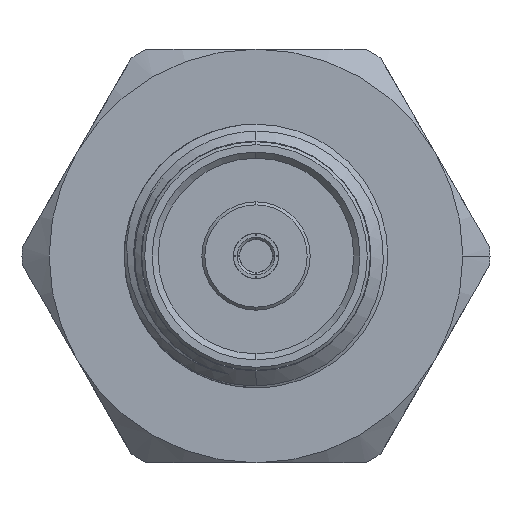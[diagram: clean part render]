
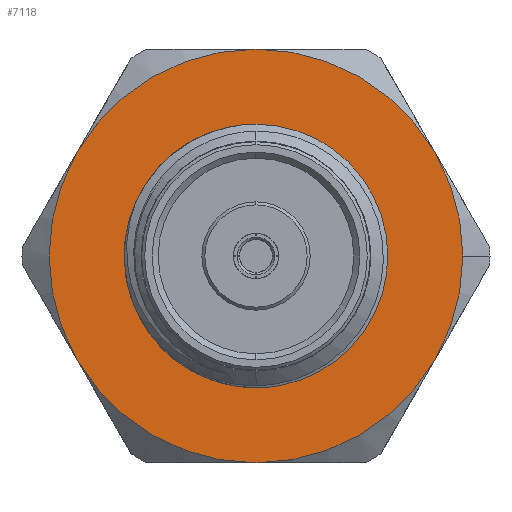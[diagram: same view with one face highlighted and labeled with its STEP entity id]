
A CAD part, left-side view. The second image highlights one B-rep face of the part: STEP entity #7118.
In plain terms, the highlighted planar face has unit normal (-1, 0, 0).
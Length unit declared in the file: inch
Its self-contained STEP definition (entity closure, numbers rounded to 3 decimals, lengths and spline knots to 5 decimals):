
#25 = DIRECTION ( 'NONE',  ( 0., 1., 0. ) ) ;
#38 = CARTESIAN_POINT ( 'NONE',  ( 0.43118, 0., 0. ) ) ;
#48 = CARTESIAN_POINT ( 'NONE',  ( 0.43118, 0., 0. ) ) ;
#144 = DIRECTION ( 'NONE',  ( 0., 1., 0. ) ) ;
#444 = DIRECTION ( 'NONE',  ( 1., 0., 0. ) ) ;
#646 = ORIENTED_EDGE ( 'NONE', *, *, #19087, .F. ) ;
#687 = EDGE_CURVE ( 'NONE', #9079, #25315, #14986, .T. ) ;
#732 = AXIS2_PLACEMENT_3D ( 'NONE', #10678, #444, #14769 ) ;
#1118 = FACE_OUTER_BOUND ( 'NONE', #11201, .T. ) ;
#1366 = CIRCLE ( 'NONE', #26283, 0.34375 ) ;
#2033 = DIRECTION ( 'NONE',  ( 0., 1., 0. ) ) ;
#2307 = CARTESIAN_POINT ( 'NONE',  ( 0.43118, 0.312, 0. ) ) ;
#2674 = CIRCLE ( 'NONE', #732, 0.34375 ) ;
#2705 = EDGE_CURVE ( 'NONE', #10580, #21297, #3107, .T. ) ;
#2949 = EDGE_CURVE ( 'NONE', #21297, #10580, #23886, .T. ) ;
#3107 = CIRCLE ( 'NONE', #21521, 0.195 ) ;
#3348 = CIRCLE ( 'NONE', #22134, 0.34375 ) ;
#3787 = ORIENTED_EDGE ( 'NONE', *, *, #18514, .F. ) ;
#3981 = CARTESIAN_POINT ( 'NONE',  ( 0.43118, 0., 0. ) ) ;
#3991 = FACE_BOUND ( 'NONE', #11947, .T. ) ;
#4001 = CARTESIAN_POINT ( 'NONE',  ( 0.43118, 0., 0. ) ) ;
#5694 = CARTESIAN_POINT ( 'NONE',  ( 0.43118, 0.2977, 0.17188 ) ) ;
#5747 = ORIENTED_EDGE ( 'NONE', *, *, #9921, .F. ) ;
#6233 = DIRECTION ( 'NONE',  ( 0., 1., 0. ) ) ;
#6944 = PLANE ( 'NONE',  #15256 ) ;
#6948 = EDGE_CURVE ( 'NONE', #13952, #8637, #12967, .T. ) ;
#7118 = ADVANCED_FACE ( 'NONE', ( #3991, #1118 ), #6944, .F. ) ;
#8086 = CARTESIAN_POINT ( 'NONE',  ( 0.43118, 0.2977, -0.17188 ) ) ;
#8329 = DIRECTION ( 'NONE',  ( 0., 1., 0. ) ) ;
#8637 = VERTEX_POINT ( 'NONE', #21748 ) ;
#8915 = CARTESIAN_POINT ( 'NONE',  ( 0.43118, 0., 0. ) ) ;
#9079 = VERTEX_POINT ( 'NONE', #16449 ) ;
#9921 = EDGE_CURVE ( 'NONE', #14496, #8637, #23191, .T. ) ;
#9973 = ORIENTED_EDGE ( 'NONE', *, *, #2705, .T. ) ;
#10045 = ORIENTED_EDGE ( 'NONE', *, *, #6948, .T. ) ;
#10504 = ORIENTED_EDGE ( 'NONE', *, *, #687, .F. ) ;
#10580 = VERTEX_POINT ( 'NONE', #18347 ) ;
#10671 = CIRCLE ( 'NONE', #12222, 0.34375 ) ;
#10678 = CARTESIAN_POINT ( 'NONE',  ( 0.43118, 0., 0. ) ) ;
#11052 = CARTESIAN_POINT ( 'NONE',  ( 0.43118, -0.195, 0. ) ) ;
#11201 = EDGE_LOOP ( 'NONE', ( #5747, #646, #3787, #10504, #11692, #20661, #10045 ) ) ;
#11692 = ORIENTED_EDGE ( 'NONE', *, *, #19400, .F. ) ;
#11947 = EDGE_LOOP ( 'NONE', ( #9973, #18986 ) ) ;
#12222 = AXIS2_PLACEMENT_3D ( 'NONE', #48, #12679, #144 ) ;
#12679 = DIRECTION ( 'NONE',  ( 1., 0., 0. ) ) ;
#12967 = CIRCLE ( 'NONE', #15405, 0.34375 ) ;
#13952 = VERTEX_POINT ( 'NONE', #17527 ) ;
#14109 = DIRECTION ( 'NONE',  ( 1., 0., 0. ) ) ;
#14135 = AXIS2_PLACEMENT_3D ( 'NONE', #38, #22425, #6233 ) ;
#14277 = DIRECTION ( 'NONE',  ( 1., 0., 0. ) ) ;
#14496 = VERTEX_POINT ( 'NONE', #5694 ) ;
#14769 = DIRECTION ( 'NONE',  ( 0., 1., 0. ) ) ;
#14829 = DIRECTION ( 'NONE',  ( 0., 1., 0. ) ) ;
#14986 = CIRCLE ( 'NONE', #21812, 0.34375 ) ;
#15256 = AXIS2_PLACEMENT_3D ( 'NONE', #2307, #16612, #14829 ) ;
#15405 = AXIS2_PLACEMENT_3D ( 'NONE', #17690, #23539, #19758 ) ;
#16174 = CARTESIAN_POINT ( 'NONE',  ( 0.43118, -0.34375, 0. ) ) ;
#16282 = EDGE_CURVE ( 'NONE', #13952, #24575, #3348, .T. ) ;
#16449 = CARTESIAN_POINT ( 'NONE',  ( 0.43118, -0.2977, -0.17188 ) ) ;
#16612 = DIRECTION ( 'NONE',  ( 1., 0., 0. ) ) ;
#16834 = DIRECTION ( 'NONE',  ( 0., 1., 0. ) ) ;
#17091 = CARTESIAN_POINT ( 'NONE',  ( 0.43118, 0., -0.34375 ) ) ;
#17527 = CARTESIAN_POINT ( 'NONE',  ( 0.43118, -0.2977, 0.17188 ) ) ;
#17678 = DIRECTION ( 'NONE',  ( 1., 0., 0. ) ) ;
#17690 = CARTESIAN_POINT ( 'NONE',  ( 0.43118, 0., 0. ) ) ;
#17856 = CARTESIAN_POINT ( 'NONE',  ( 0.43118, 0., 0. ) ) ;
#17870 = VERTEX_POINT ( 'NONE', #8086 ) ;
#18347 = CARTESIAN_POINT ( 'NONE',  ( 0.43118, 0.195, 0. ) ) ;
#18514 = EDGE_CURVE ( 'NONE', #25315, #17870, #1366, .T. ) ;
#18986 = ORIENTED_EDGE ( 'NONE', *, *, #2949, .T. ) ;
#19087 = EDGE_CURVE ( 'NONE', #17870, #14496, #2674, .T. ) ;
#19400 = EDGE_CURVE ( 'NONE', #24575, #9079, #10671, .T. ) ;
#19744 = DIRECTION ( 'NONE',  ( 0., 1., 0. ) ) ;
#19758 = DIRECTION ( 'NONE',  ( 0., -1., 0. ) ) ;
#20661 = ORIENTED_EDGE ( 'NONE', *, *, #16282, .F. ) ;
#21297 = VERTEX_POINT ( 'NONE', #11052 ) ;
#21521 = AXIS2_PLACEMENT_3D ( 'NONE', #4001, #14277, #2033 ) ;
#21748 = CARTESIAN_POINT ( 'NONE',  ( 0.43118, 0., 0.34375 ) ) ;
#21812 = AXIS2_PLACEMENT_3D ( 'NONE', #17856, #17678, #19744 ) ;
#22134 = AXIS2_PLACEMENT_3D ( 'NONE', #8915, #25005, #16834 ) ;
#22409 = DIRECTION ( 'NONE',  ( 1., 0., 0. ) ) ;
#22425 = DIRECTION ( 'NONE',  ( 1., 0., 0. ) ) ;
#23191 = CIRCLE ( 'NONE', #25372, 0.34375 ) ;
#23539 = DIRECTION ( 'NONE',  ( -1., 0., 0. ) ) ;
#23886 = CIRCLE ( 'NONE', #14135, 0.195 ) ;
#24575 = VERTEX_POINT ( 'NONE', #16174 ) ;
#25005 = DIRECTION ( 'NONE',  ( 1., 0., 0. ) ) ;
#25315 = VERTEX_POINT ( 'NONE', #17091 ) ;
#25372 = AXIS2_PLACEMENT_3D ( 'NONE', #26029, #14109, #8329 ) ;
#26029 = CARTESIAN_POINT ( 'NONE',  ( 0.43118, 0., 0. ) ) ;
#26283 = AXIS2_PLACEMENT_3D ( 'NONE', #3981, #22409, #25 ) ;
